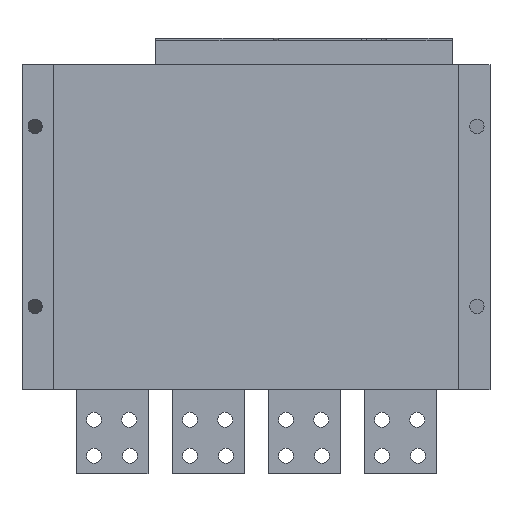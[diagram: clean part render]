
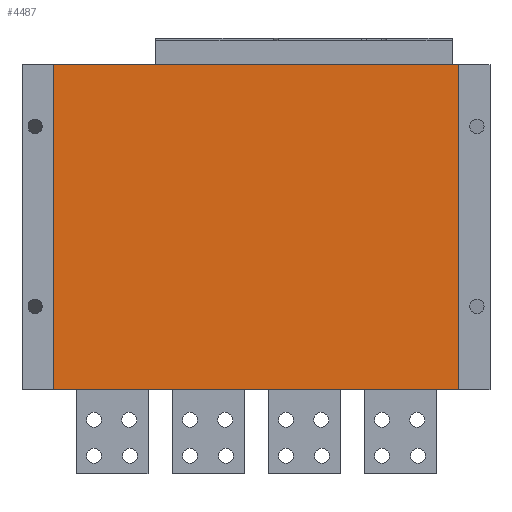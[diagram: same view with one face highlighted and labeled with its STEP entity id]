
A CAD part, front view. The second image highlights one B-rep face of the part: STEP entity #4487.
In plain terms, the highlighted planar face has unit normal (0, -1, 0).
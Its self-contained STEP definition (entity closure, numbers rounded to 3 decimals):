
#836 = CARTESIAN_POINT ( 'NONE',  ( 169., 0., -271. ) ) ;
#1009 = LINE ( 'NONE', #11960, #16518 ) ;
#1696 = CARTESIAN_POINT ( 'NONE',  ( 169., 0., 0. ) ) ;
#2465 = EDGE_LOOP ( 'NONE', ( #16700, #14280, #9009, #16060 ) ) ;
#2549 = CARTESIAN_POINT ( 'NONE',  ( -169., 0., 0. ) ) ;
#2606 = VECTOR ( 'NONE', #11358, 1000. ) ;
#3406 = LINE ( 'NONE', #12623, #11317 ) ;
#4102 = FACE_OUTER_BOUND ( 'NONE', #2465, .T. ) ;
#4233 = EDGE_CURVE ( 'NONE', #15381, #16521, #3406, .T. ) ;
#4406 = PLANE ( 'NONE',  #15731 ) ;
#4487 = ADVANCED_FACE ( 'NONE', ( #4102 ), #4406, .T. ) ;
#5107 = CARTESIAN_POINT ( 'NONE',  ( -169., 0., -271. ) ) ;
#5991 = CARTESIAN_POINT ( 'NONE',  ( 169., 0., -271. ) ) ;
#6662 = VECTOR ( 'NONE', #7929, 1000. ) ;
#7249 = CARTESIAN_POINT ( 'NONE',  ( 169., 0., 0. ) ) ;
#7929 = DIRECTION ( 'NONE',  ( 1., 0., 0. ) ) ;
#8771 = VERTEX_POINT ( 'NONE', #2549 ) ;
#8792 = EDGE_CURVE ( 'NONE', #13074, #15381, #1009, .T. ) ;
#9009 = ORIENTED_EDGE ( 'NONE', *, *, #8792, .T. ) ;
#11317 = VECTOR ( 'NONE', #17021, 1000. ) ;
#11358 = DIRECTION ( 'NONE',  ( 0., 0., 1. ) ) ;
#11960 = CARTESIAN_POINT ( 'NONE',  ( 169., 0., -271. ) ) ;
#12140 = EDGE_CURVE ( 'NONE', #13074, #8771, #14211, .T. ) ;
#12623 = CARTESIAN_POINT ( 'NONE',  ( 169., 0., -271. ) ) ;
#13074 = VERTEX_POINT ( 'NONE', #14110 ) ;
#14110 = CARTESIAN_POINT ( 'NONE',  ( -169., 0., -271. ) ) ;
#14211 = LINE ( 'NONE', #5107, #2606 ) ;
#14280 = ORIENTED_EDGE ( 'NONE', *, *, #12140, .F. ) ;
#15381 = VERTEX_POINT ( 'NONE', #5991 ) ;
#15509 = EDGE_CURVE ( 'NONE', #8771, #16521, #15805, .T. ) ;
#15731 = AXIS2_PLACEMENT_3D ( 'NONE', #836, #16483, #18132 ) ;
#15805 = LINE ( 'NONE', #1696, #6662 ) ;
#16060 = ORIENTED_EDGE ( 'NONE', *, *, #4233, .T. ) ;
#16483 = DIRECTION ( 'NONE',  ( 0., -1., 0. ) ) ;
#16518 = VECTOR ( 'NONE', #18309, 1000. ) ;
#16521 = VERTEX_POINT ( 'NONE', #7249 ) ;
#16700 = ORIENTED_EDGE ( 'NONE', *, *, #15509, .F. ) ;
#17021 = DIRECTION ( 'NONE',  ( 0., 0., 1. ) ) ;
#18132 = DIRECTION ( 'NONE',  ( 1., 0., 0. ) ) ;
#18309 = DIRECTION ( 'NONE',  ( 1., 0., 0. ) ) ;
